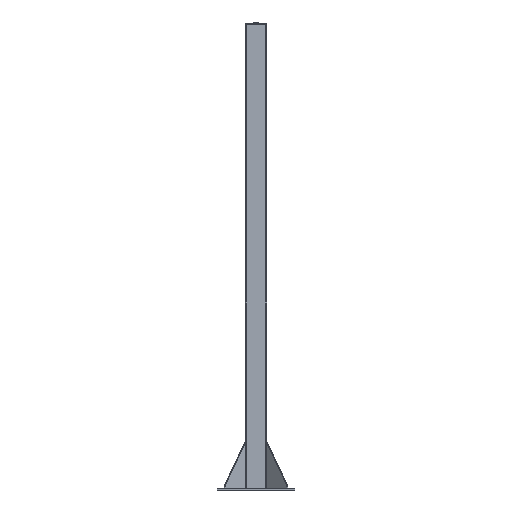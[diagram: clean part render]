
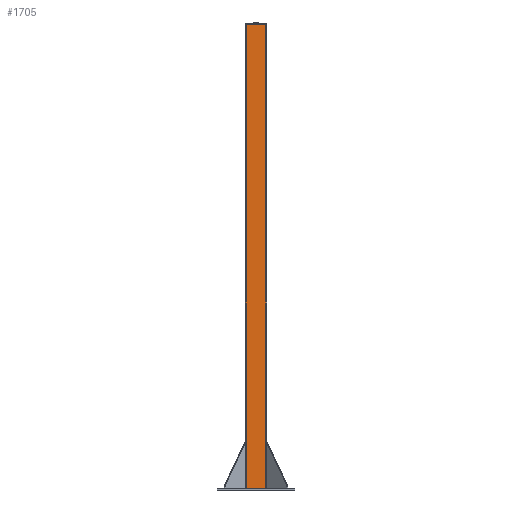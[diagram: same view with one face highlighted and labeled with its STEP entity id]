
A CAD part, left-side view. The second image highlights one B-rep face of the part: STEP entity #1705.
In plain terms, the highlighted planar face has unit normal (-1, 0, 0).
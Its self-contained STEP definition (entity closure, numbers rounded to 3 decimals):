
#1705=ADVANCED_FACE('',(#3035),#3036,.T.);
#3035=FACE_OUTER_BOUND('',#7274,.T.);
#3036=PLANE('',#7275);
#7274=EDGE_LOOP('',(#9340,#9341,#9342,#9343));
#7275=AXIS2_PLACEMENT_3D('',#9344,#9345,#9346);
#9340=ORIENTED_EDGE('',*,*,#11270,.T.);
#9341=ORIENTED_EDGE('',*,*,#11248,.F.);
#9342=ORIENTED_EDGE('',*,*,#10789,.T.);
#9343=ORIENTED_EDGE('',*,*,#10824,.T.);
#9344=CARTESIAN_POINT('',(-70.,0.,590.));
#9345=DIRECTION('',(-1.,0.,0.));
#9346=DIRECTION('',(0.,-1.,0.));
#10789=EDGE_CURVE('',#11996,#11997,#11998,.T.);
#10824=EDGE_CURVE('',#11997,#12051,#12053,.T.);
#11248=EDGE_CURVE('',#11996,#12687,#12689,.T.);
#11270=EDGE_CURVE('',#12051,#12687,#12716,.T.);
#11996=VERTEX_POINT('',#14139);
#11997=VERTEX_POINT('',#14140);
#11998=LINE('',#14141,#14142);
#12051=VERTEX_POINT('',#14336);
#12053=LINE('',#14338,#14339);
#12687=VERTEX_POINT('',#16173);
#12689=LINE('',#16175,#16176);
#12716=LINE('',#16257,#16258);
#14139=CARTESIAN_POINT('',(-70.,62.5,590.));
#14140=CARTESIAN_POINT('',(-70.,-62.5,590.));
#14141=CARTESIAN_POINT('',(-70.,62.5,590.));
#14142=VECTOR('',#17593,1.);
#14336=CARTESIAN_POINT('',(-70.,-62.5,3590.));
#14338=CARTESIAN_POINT('',(-70.,-62.5,590.));
#14339=VECTOR('',#17632,1.);
#16173=CARTESIAN_POINT('',(-70.,62.5,3590.));
#16175=CARTESIAN_POINT('',(-70.,62.5,590.));
#16176=VECTOR('',#18073,1.);
#16257=CARTESIAN_POINT('',(-70.,62.5,3590.));
#16258=VECTOR('',#18095,1.);
#17593=DIRECTION('',(0.,-1.,0.));
#17632=DIRECTION('',(0.,0.,1.));
#18073=DIRECTION('',(0.,0.,1.));
#18095=DIRECTION('',(0.,1.,0.));
